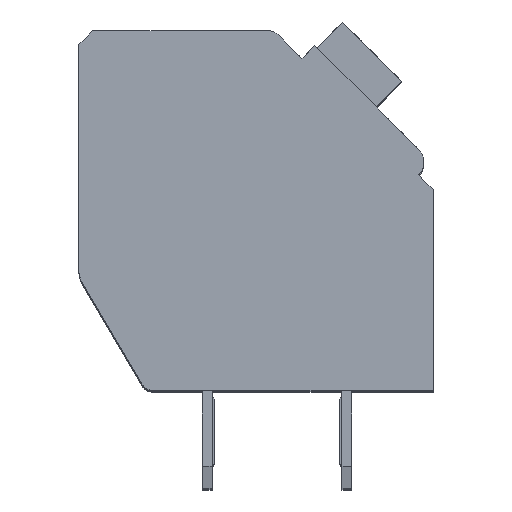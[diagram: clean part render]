
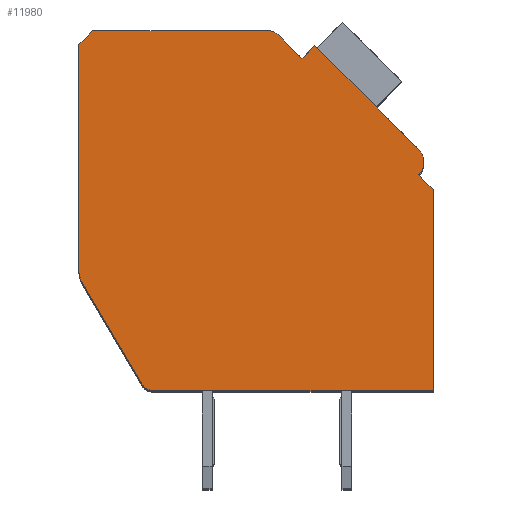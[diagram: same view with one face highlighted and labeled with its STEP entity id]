
A CAD part, top view. The second image highlights one B-rep face of the part: STEP entity #11980.
In plain terms, the highlighted planar face has unit normal (0, 0, 1).
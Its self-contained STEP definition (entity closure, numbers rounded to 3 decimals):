
#294=DIRECTION('',(0.,-1.,0.));
#295=VECTOR('',#294,8.053);
#296=CARTESIAN_POINT('',(-12.7,12.4,2.1));
#297=LINE('',#296,#295);
#298=DIRECTION('',(-0.707,-0.707,0.));
#299=VECTOR('',#298,0.707);
#300=CARTESIAN_POINT('',(-12.2,12.9,2.1));
#301=LINE('',#300,#299);
#302=DIRECTION('',(-1.,0.,0.));
#303=VECTOR('',#302,6.298);
#304=CARTESIAN_POINT('',(-5.902,12.9,2.1));
#305=LINE('',#304,#303);
#306=CARTESIAN_POINT('',(-5.902,12.4,2.1));
#307=DIRECTION('',(0.,0.,1.));
#308=DIRECTION('',(0.707,0.707,0.));
#309=AXIS2_PLACEMENT_3D('',#306,#307,#308);
#311=DIRECTION('',(-0.707,0.707,0.));
#312=VECTOR('',#311,1.197);
#313=CARTESIAN_POINT('',(-4.702,11.907,2.1));
#314=LINE('',#313,#312);
#315=DIRECTION('',(-0.707,-0.707,0.));
#316=VECTOR('',#315,0.65);
#317=CARTESIAN_POINT('',(-4.243,12.367,2.1));
#318=LINE('',#317,#316);
#319=DIRECTION('',(-0.707,0.707,0.));
#320=VECTOR('',#319,5.25);
#321=CARTESIAN_POINT('',(-0.53,8.655,2.1));
#322=LINE('',#321,#320);
#323=CARTESIAN_POINT('',(-0.99,8.195,2.1));
#324=DIRECTION('',(0.,0.,1.));
#325=DIRECTION('',(0.707,-0.707,0.));
#326=AXIS2_PLACEMENT_3D('',#323,#324,#325);
#328=DIRECTION('',(-0.707,0.707,0.));
#329=VECTOR('',#328,0.75);
#330=CARTESIAN_POINT('',(0.,7.205,2.1));
#331=LINE('',#330,#329);
#332=DIRECTION('',(0.,1.,0.));
#333=VECTOR('',#332,7.205);
#334=CARTESIAN_POINT('',(0.,0.,2.1));
#335=LINE('',#334,#333);
#336=DIRECTION('',(1.,0.,0.));
#337=VECTOR('',#336,10.014);
#338=CARTESIAN_POINT('',(-10.014,0.,2.1));
#339=LINE('',#338,#337);
#340=CARTESIAN_POINT('',(-10.014,0.5,2.1));
#341=DIRECTION('',(0.,0.,1.));
#342=DIRECTION('',(-0.862,-0.508,0.));
#343=AXIS2_PLACEMENT_3D('',#340,#341,#342);
#345=DIRECTION('',(0.508,-0.862,0.));
#346=VECTOR('',#345,4.17);
#347=CARTESIAN_POINT('',(-12.562,3.839,2.1));
#348=LINE('',#347,#346);
#349=CARTESIAN_POINT('',(-11.7,4.347,2.1));
#350=DIRECTION('',(0.,0.,1.));
#351=DIRECTION('',(-1.,0.,0.));
#352=AXIS2_PLACEMENT_3D('',#349,#350,#351);
#8965=CARTESIAN_POINT('',(-12.7,12.4,2.1));
#8966=CARTESIAN_POINT('',(-12.7,4.347,2.1));
#8967=VERTEX_POINT('',#8965);
#8968=VERTEX_POINT('',#8966);
#8969=CARTESIAN_POINT('',(-12.562,3.839,2.1));
#8970=VERTEX_POINT('',#8969);
#8971=CARTESIAN_POINT('',(-10.445,0.246,2.1));
#8972=VERTEX_POINT('',#8971);
#8973=CARTESIAN_POINT('',(-10.014,0.,2.1));
#8974=VERTEX_POINT('',#8973);
#8975=CARTESIAN_POINT('',(0.,0.,2.1));
#8976=VERTEX_POINT('',#8975);
#8977=CARTESIAN_POINT('',(0.,7.205,2.1));
#8978=VERTEX_POINT('',#8977);
#8979=CARTESIAN_POINT('',(-0.53,7.735,2.1));
#8980=VERTEX_POINT('',#8979);
#8981=CARTESIAN_POINT('',(-0.53,8.655,2.1));
#8982=VERTEX_POINT('',#8981);
#8983=CARTESIAN_POINT('',(-4.243,12.367,2.1));
#8984=VERTEX_POINT('',#8983);
#8985=CARTESIAN_POINT('',(-4.702,11.907,2.1));
#8986=VERTEX_POINT('',#8985);
#8987=CARTESIAN_POINT('',(-5.548,12.754,2.1));
#8988=VERTEX_POINT('',#8987);
#8989=CARTESIAN_POINT('',(-5.902,12.9,2.1));
#8990=VERTEX_POINT('',#8989);
#8991=CARTESIAN_POINT('',(-12.2,12.9,2.1));
#8992=VERTEX_POINT('',#8991);
#11947=CARTESIAN_POINT('',(0.,0.,2.1));
#11948=DIRECTION('',(0.,0.,1.));
#11949=DIRECTION('',(1.,0.,0.));
#11950=AXIS2_PLACEMENT_3D('',#11947,#11948,#11949);
#11951=PLANE('',#11950);
#11952=ORIENTED_EDGE('',*,*,#11700,.F.);
#11954=ORIENTED_EDGE('',*,*,#11953,.F.);
#11956=ORIENTED_EDGE('',*,*,#11955,.F.);
#11958=ORIENTED_EDGE('',*,*,#11957,.F.);
#11960=ORIENTED_EDGE('',*,*,#11959,.F.);
#11962=ORIENTED_EDGE('',*,*,#11961,.F.);
#11964=ORIENTED_EDGE('',*,*,#11963,.F.);
#11966=ORIENTED_EDGE('',*,*,#11965,.F.);
#11968=ORIENTED_EDGE('',*,*,#11967,.F.);
#11970=ORIENTED_EDGE('',*,*,#11969,.F.);
#11972=ORIENTED_EDGE('',*,*,#11971,.F.);
#11974=ORIENTED_EDGE('',*,*,#11973,.F.);
#11976=ORIENTED_EDGE('',*,*,#11975,.F.);
#11977=ORIENTED_EDGE('',*,*,#11805,.F.);
#11978=EDGE_LOOP('',(#11952,#11954,#11956,#11958,#11960,#11962,#11964,#11966,
#11968,#11970,#11972,#11974,#11976,#11977));
#11979=FACE_OUTER_BOUND('',#11978,.F.);
#310=CIRCLE('',#309,0.5);
#327=CIRCLE('',#326,0.65);
#344=CIRCLE('',#343,0.5);
#353=CIRCLE('',#352,1.);
#11700=EDGE_CURVE('',#8967,#8968,#297,.T.);
#11805=EDGE_CURVE('',#8968,#8970,#353,.T.);
#11953=EDGE_CURVE('',#8992,#8967,#301,.T.);
#11955=EDGE_CURVE('',#8990,#8992,#305,.T.);
#11957=EDGE_CURVE('',#8988,#8990,#310,.T.);
#11959=EDGE_CURVE('',#8986,#8988,#314,.T.);
#11961=EDGE_CURVE('',#8984,#8986,#318,.T.);
#11963=EDGE_CURVE('',#8982,#8984,#322,.T.);
#11965=EDGE_CURVE('',#8980,#8982,#327,.T.);
#11967=EDGE_CURVE('',#8978,#8980,#331,.T.);
#11969=EDGE_CURVE('',#8976,#8978,#335,.T.);
#11971=EDGE_CURVE('',#8974,#8976,#339,.T.);
#11973=EDGE_CURVE('',#8972,#8974,#344,.T.);
#11975=EDGE_CURVE('',#8970,#8972,#348,.T.);
#11980=ADVANCED_FACE('',(#11979),#11951,.T.);
